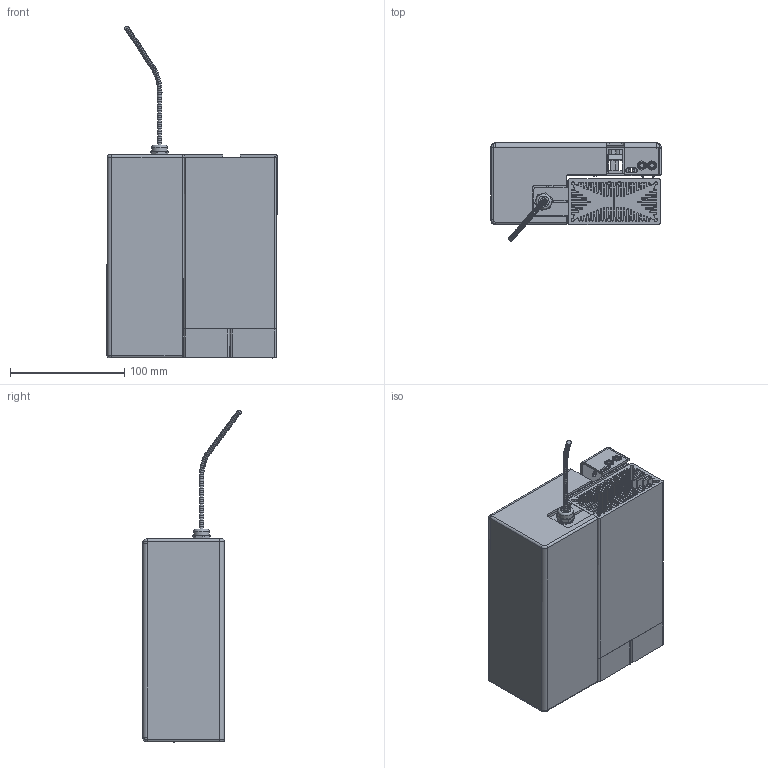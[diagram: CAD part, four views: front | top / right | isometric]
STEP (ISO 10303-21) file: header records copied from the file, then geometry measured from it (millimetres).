
FILE_DESCRIPTION (( 'STEP AP203' ), '1' );
FILE_NAME ('CCM-I_Mini.STEP', '2023-07-12T13:34:39', ( '' ), ( '' ), 'SwSTEP 2.0', 'SolidWorks 2021', '' );
FILE_SCHEMA (( 'CONFIG_CONTROL_DESIGN' ));
Length unit declared in the file: millimetre
Products named in the file (1): CCM-I_Mini
Bounding box: 149.21 x 86.45 x 291.02 mm (x, y, z)
Surface area: 389576.2 mm2 (no closed solid volume)
Topology: 0 solids, 57 shells, 959 faces, 3674 edges, 2717 vertices
Faces by surface type: plane 574, cylinder 358, torus 15, sphere 5, cone 4, bspline 3
Full cylindrical faces by diameter (mm): 2.5 x5, 3 x25, 3.3 x2, 4 x31, 6.5 x1, 7.2 x1, 8 x2, 12 x1, 12.5 x1, 13.6 x2, 50 x1
Entity records: 39553 total; most frequent: CARTESIAN_POINT 9231, DIRECTION 6182, ORIENTED_EDGE 5513, EDGE_CURVE 3577, VERTEX_POINT 2703, VECTOR 2488, LINE 2488, AXIS2_PLACEMENT_3D 1847
